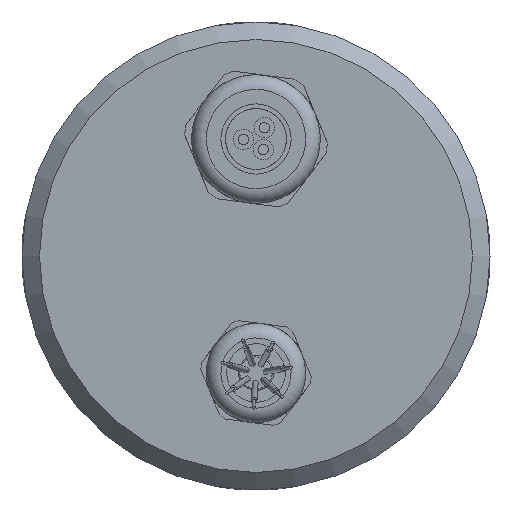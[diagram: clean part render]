
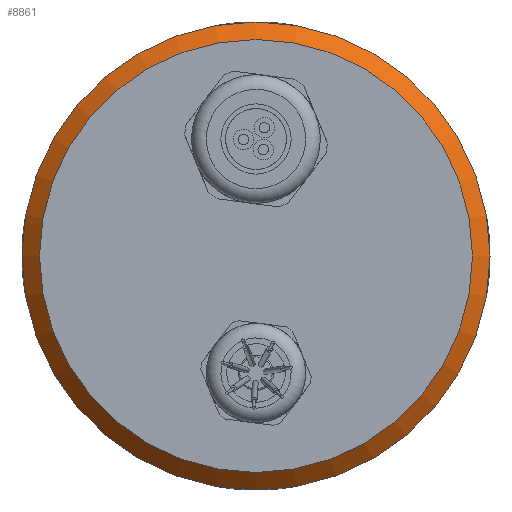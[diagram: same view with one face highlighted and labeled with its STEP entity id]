
A CAD part, left-side view. The second image highlights one B-rep face of the part: STEP entity #8861.
In plain terms, the highlighted conical face has half-angle 45 degrees and reference radius 37 mm.
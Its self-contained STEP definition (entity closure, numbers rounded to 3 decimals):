
#715 = AXIS2_PLACEMENT_3D ( 'NONE', #8493, #14184, #1440 ) ;
#885 = DIRECTION ( 'NONE',  ( 0., 0., 1. ) ) ;
#1228 = FACE_OUTER_BOUND ( 'NONE', #7689, .T. ) ;
#1440 = DIRECTION ( 'NONE',  ( 0., 0., 1. ) ) ;
#1735 = EDGE_LOOP ( 'NONE', ( #9513 ) ) ;
#2823 = AXIS2_PLACEMENT_3D ( 'NONE', #12573, #18254, #5513 ) ;
#2936 = CARTESIAN_POINT ( 'NONE',  ( -137., 0., 40. ) ) ;
#3695 = CARTESIAN_POINT ( 'NONE',  ( -137., 0., 0. ) ) ;
#4790 = CARTESIAN_POINT ( 'NONE',  ( -140., 0., 37. ) ) ;
#5513 = DIRECTION ( 'NONE',  ( 0., 0., -1. ) ) ;
#5797 = AXIS2_PLACEMENT_3D ( 'NONE', #3695, #13629, #885 ) ;
#6898 = FACE_BOUND ( 'NONE', #1735, .T. ) ;
#7689 = EDGE_LOOP ( 'NONE', ( #9716 ) ) ;
#7984 = CONICAL_SURFACE ( 'NONE', #2823, 37., 0.785 ) ;
#8308 = EDGE_CURVE ( 'NONE', #15687, #15687, #13839, .T. ) ;
#8493 = CARTESIAN_POINT ( 'NONE',  ( -140., 0., 0. ) ) ;
#8729 = CIRCLE ( 'NONE', #715, 37. ) ;
#8861 = ADVANCED_FACE ( 'Defeature ausgef�hrt1_3', ( #1228, #6898 ), #7984, .T. ) ;
#9513 = ORIENTED_EDGE ( 'NONE', *, *, #12848, .F. ) ;
#9716 = ORIENTED_EDGE ( 'NONE', *, *, #8308, .F. ) ;
#12573 = CARTESIAN_POINT ( 'NONE',  ( -140., 0., 0. ) ) ;
#12848 = EDGE_CURVE ( 'NONE', #17541, #17541, #8729, .T. ) ;
#13629 = DIRECTION ( 'NONE',  ( 1., 0., 0. ) ) ;
#13839 = CIRCLE ( 'NONE', #5797, 40. ) ;
#14184 = DIRECTION ( 'NONE',  ( -1., 0., 0. ) ) ;
#15687 = VERTEX_POINT ( 'NONE', #2936 ) ;
#17541 = VERTEX_POINT ( 'NONE', #4790 ) ;
#18254 = DIRECTION ( 'NONE',  ( 1., 0., 0. ) ) ;
